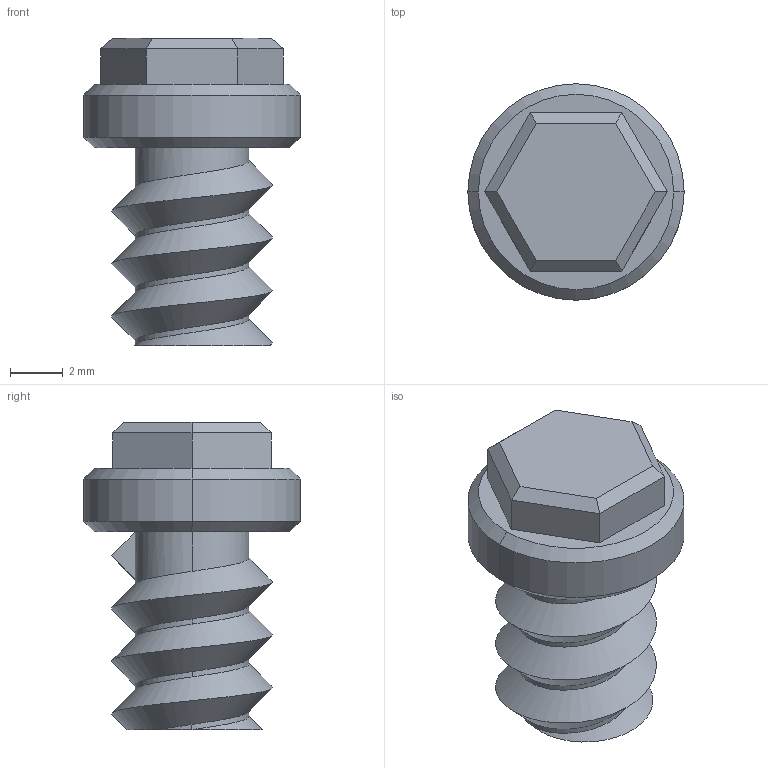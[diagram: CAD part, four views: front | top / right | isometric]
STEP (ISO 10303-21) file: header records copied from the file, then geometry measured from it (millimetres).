
FILE_DESCRIPTION (( 'STEP AP203' ), '1' );
FILE_NAME ('蹟隊-苤.STEP', '2024-09-28T08:43:45', ( '' ), ( '' ), 'SwSTEP 2.0', 'SolidWorks 2022', '' );
FILE_SCHEMA (( 'CONFIG_CONTROL_DESIGN' ));
Length unit declared in the file: millimetre
Products named in the file (1): 蹟隊-苤
Bounding box: 8.2 x 8.2 x 11.65 mm (x, y, z)
Volume: 325.7 mm3; surface area: 352.1 mm2
Topology: 1 solids, 1 shells, 34 faces, 77 edges, 47 vertices
Faces by surface type: plane 17, cylinder 11, cone 4, bspline 2
Entity records: 1526 total; most frequent: CARTESIAN_POINT 739, ORIENTED_EDGE 154, DIRECTION 137, EDGE_CURVE 77, VECTOR 47, VERTEX_POINT 47, LINE 47, AXIS2_PLACEMENT_3D 45
